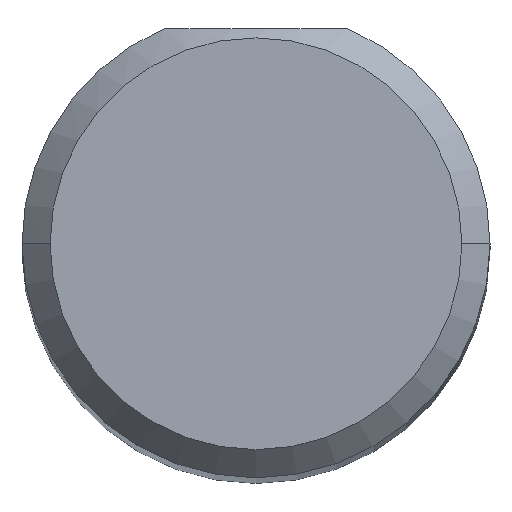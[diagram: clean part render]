
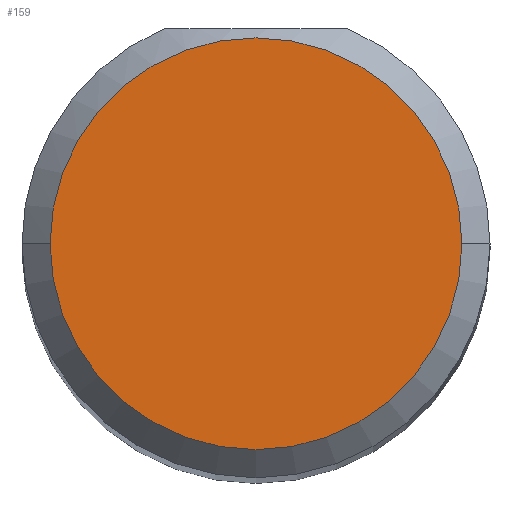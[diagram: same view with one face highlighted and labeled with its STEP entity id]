
A CAD part, top view. The second image highlights one B-rep face of the part: STEP entity #159.
In plain terms, the highlighted planar face has unit normal (0, 0, 1).
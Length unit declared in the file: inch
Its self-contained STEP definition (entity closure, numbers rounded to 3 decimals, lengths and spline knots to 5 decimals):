
#81 = AXIS2_PLACEMENT_3D ( 'NONE', #84, #527, #569 ) ;
#84 = CARTESIAN_POINT ( 'NONE',  ( 0.5, 0., 2.5 ) ) ;
#93 = ORIENTED_EDGE ( 'NONE', *, *, #476, .F. ) ;
#114 = DIRECTION ( 'NONE',  ( 0., 0., 1. ) ) ;
#122 = AXIS2_PLACEMENT_3D ( 'NONE', #454, #114, #158 ) ;
#132 = CARTESIAN_POINT ( 'NONE',  ( 0.61, 0., 2.5 ) ) ;
#143 = DIRECTION ( 'NONE',  ( 0., 0., -1. ) ) ;
#158 = DIRECTION ( 'NONE',  ( -1., 0., 0. ) ) ;
#159 = ADVANCED_FACE ( 'NONE', ( #278 ), #416, .T. ) ;
#181 = AXIS2_PLACEMENT_3D ( 'NONE', #400, #143, #315 ) ;
#219 = ORIENTED_EDGE ( 'NONE', *, *, #291, .F. ) ;
#257 = CIRCLE ( 'NONE', #81, 0.11 ) ;
#262 = VERTEX_POINT ( 'NONE', #132 ) ;
#278 = FACE_OUTER_BOUND ( 'NONE', #352, .T. ) ;
#291 = EDGE_CURVE ( 'NONE', #354, #262, #257, .T. ) ;
#303 = CARTESIAN_POINT ( 'NONE',  ( 0.39, 0., 2.5 ) ) ;
#315 = DIRECTION ( 'NONE',  ( -1., 0., 0. ) ) ;
#352 = EDGE_LOOP ( 'NONE', ( #93, #219 ) ) ;
#354 = VERTEX_POINT ( 'NONE', #303 ) ;
#400 = CARTESIAN_POINT ( 'NONE',  ( 0.5, 0., 2.5 ) ) ;
#416 = PLANE ( 'NONE',  #122 ) ;
#454 = CARTESIAN_POINT ( 'NONE',  ( 0.5, 0., 2.5 ) ) ;
#476 = EDGE_CURVE ( 'NONE', #262, #354, #482, .T. ) ;
#482 = CIRCLE ( 'NONE', #181, 0.11 ) ;
#527 = DIRECTION ( 'NONE',  ( 0., 0., -1. ) ) ;
#569 = DIRECTION ( 'NONE',  ( -1., 0., 0. ) ) ;
